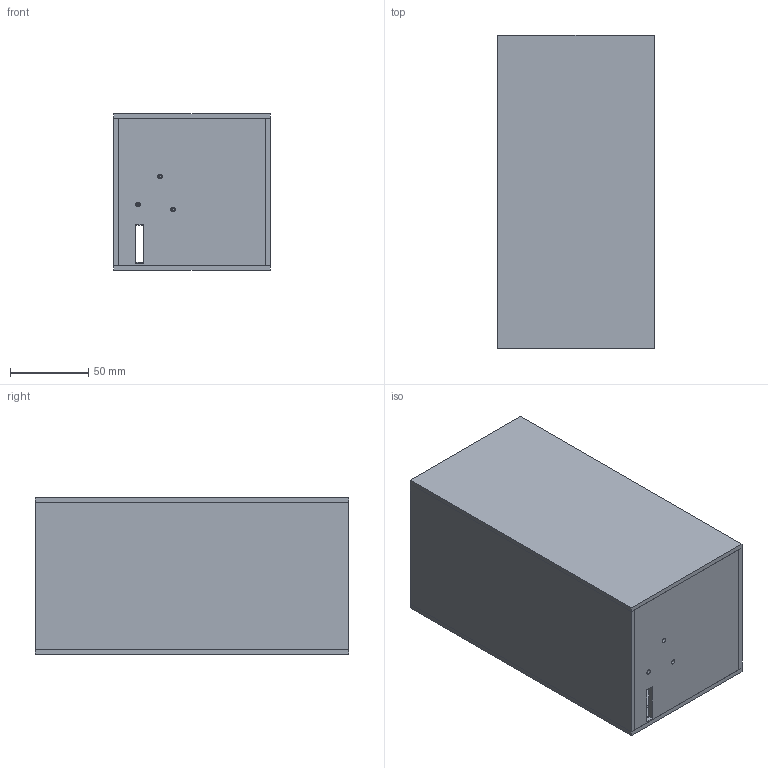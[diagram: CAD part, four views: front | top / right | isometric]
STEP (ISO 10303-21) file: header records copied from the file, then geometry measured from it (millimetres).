
FILE_DESCRIPTION(/* description */ (''),/* implementation_level */ '2;1');
FILE_NAME(/* name */ 'Earth Model v10.step',/* time_stamp */ '2024-01-23T09:53:15-05:00',/* author */ (''),/* organization */ (''),/* preprocessor_version */ 'ST-DEVELOPER v20',/* originating_system */ 'Autodesk Translation Framework v12.14.0.127',/* authorisation */ '');
FILE_SCHEMA (('AUTOMOTIVE_DESIGN { 1 0 10303 214 3 1 1 }'));
Length unit declared in the file: millimetre
Products named in the file (12): Earth Model Good Copy Remake; Circular Mirror Attachment; LED Mount; LED Mount_1; LED Mount_2; M1050D1-Step; CUI_DEVICES_CP60440; Heat Sink - Earth Model; Motor Mount; Motor Spacer; Grating Attachment; GR25-0613-Step
Assembly tree (13 placements, depth 3):
  Earth Model Good Copy Remake
    Circular Mirror Attachment
    LED Mount
      M1050D1-Step
    LED Mount_1
      M1050D1-Step
    LED Mount_2
      M1050D1-Step
    CUI_DEVICES_CP60440
    Heat Sink - Earth Model
    Motor Mount
    Motor Spacer
    Grating Attachment
      GR25-0613-Step
Bounding box: 100 x 200 x 100 mm (x, y, z)
Volume: 390798.1 mm3; surface area: 236106.2 mm2
Topology: 64 solids, 64 shells, 1114 faces, 2808 edges, 1834 vertices
Faces by surface type: plane 839, cylinder 198, bspline 48, sphere 24, cone 5
Full cylindrical faces by diameter (mm): 0.3 x3, 1 x2, 1.5 x4, 1.6 x2, 2 x6, 2.5 x5, 3 x7, 6 x1, 24 x1, 25.5 x1, 27 x1
Entity records: 19135 total; most frequent: CARTESIAN_POINT 4694, ORIENTED_EDGE 2876, DIRECTION 2789, EDGE_CURVE 1438, LINE 1179, VECTOR 1179, VERTEX_POINT 942, AXIS2_PLACEMENT_3D 805
